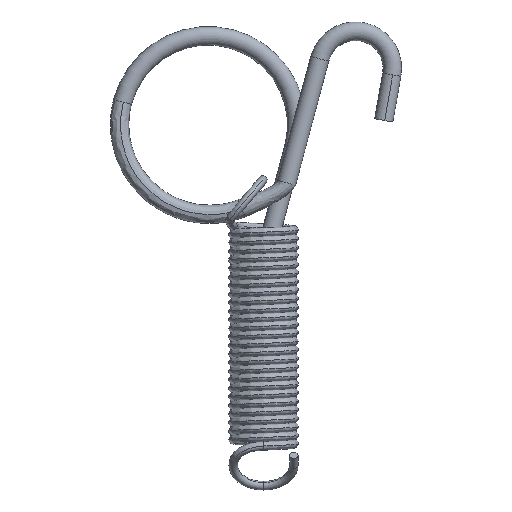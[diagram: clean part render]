
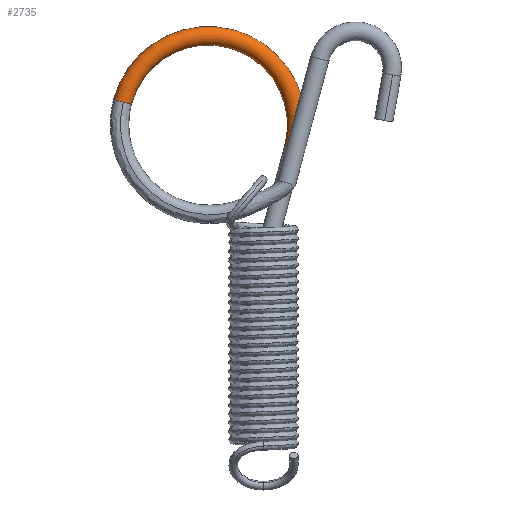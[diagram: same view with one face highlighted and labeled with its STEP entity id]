
A CAD part, top view. The second image highlights one B-rep face of the part: STEP entity #2735.
In plain terms, the highlighted toroidal (fillet/blend) face has major radius 12.5 mm and minor radius 1.3 mm.
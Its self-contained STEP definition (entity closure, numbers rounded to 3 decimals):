
#377 = CARTESIAN_POINT ( 'NONE',  ( 23.985, 15.093, 3. ) ) ;
#600 = EDGE_CURVE ( 'NONE', #7021, #823, #4637, .T. ) ;
#637 = DIRECTION ( 'NONE',  ( 1., 0., 0. ) ) ;
#823 = VERTEX_POINT ( 'NONE', #1506 ) ;
#854 = DIRECTION ( 'NONE',  ( -0.087, 0.996, 0. ) ) ;
#1420 = DIRECTION ( 'NONE',  ( 0.996, 0.087, 0. ) ) ;
#1494 = DIRECTION ( 'NONE',  ( 0.087, -0.996, 0. ) ) ;
#1506 = CARTESIAN_POINT ( 'NONE',  ( 10.238, 13.89, 3. ) ) ;
#1531 = ORIENTED_EDGE ( 'NONE', *, *, #10556, .F. ) ;
#1874 = VERTEX_POINT ( 'NONE', #5303 ) ;
#2198 = AXIS2_PLACEMENT_3D ( 'NONE', #377, #9572, #5227 ) ;
#2619 = FACE_OUTER_BOUND ( 'NONE', #6159, .T. ) ;
#2735 = ADVANCED_FACE ( 'NONE', ( #2619 ), #3411, .T. ) ;
#2782 = AXIS2_PLACEMENT_3D ( 'NONE', #6453, #5637, #637 ) ;
#3397 = VERTEX_POINT ( 'NONE', #4407 ) ;
#3411 = TOROIDAL_SURFACE ( 'NONE', #6063, 12.5, 1.3 ) ;
#3426 = EDGE_CURVE ( 'NONE', #4184, #7021, #7116, .T. ) ;
#4184 = VERTEX_POINT ( 'NONE', #8281 ) ;
#4407 = CARTESIAN_POINT ( 'NONE',  ( 36.449, 16.184, 1.698 ) ) ;
#4637 = CIRCLE ( 'NONE', #6045, 1.3 ) ;
#5227 = DIRECTION ( 'NONE',  ( 1., 0., 0. ) ) ;
#5303 = CARTESIAN_POINT ( 'NONE',  ( 37.733, 16.296, 3. ) ) ;
#5603 = CARTESIAN_POINT ( 'NONE',  ( 36.438, 16.182, 3. ) ) ;
#5637 = DIRECTION ( 'NONE',  ( 0., 0., 1. ) ) ;
#5850 = CARTESIAN_POINT ( 'NONE',  ( 11.533, 14.004, 3. ) ) ;
#6045 = AXIS2_PLACEMENT_3D ( 'NONE', #5850, #854, #8274 ) ;
#6063 = AXIS2_PLACEMENT_3D ( 'NONE', #9557, #8516, #10335 ) ;
#6159 = EDGE_LOOP ( 'NONE', ( #1531, #10668, #10124, #10481, #9510 ) ) ;
#6453 = CARTESIAN_POINT ( 'NONE',  ( 23.985, 15.093, 3. ) ) ;
#7021 = VERTEX_POINT ( 'NONE', #8246 ) ;
#7116 = CIRCLE ( 'NONE', #2198, 11.2 ) ;
#7154 = AXIS2_PLACEMENT_3D ( 'NONE', #5603, #10617, #1420 ) ;
#7343 = AXIS2_PLACEMENT_3D ( 'NONE', #9703, #1494, #10530 ) ;
#8246 = CARTESIAN_POINT ( 'NONE',  ( 12.828, 14.117, 3. ) ) ;
#8274 = DIRECTION ( 'NONE',  ( -0.996, -0.087, 0. ) ) ;
#8281 = CARTESIAN_POINT ( 'NONE',  ( 35.143, 16.069, 3.005 ) ) ;
#8516 = DIRECTION ( 'NONE',  ( 0., 0., 1. ) ) ;
#8878 = EDGE_CURVE ( 'NONE', #4184, #3397, #10502, .T. ) ;
#9510 = ORIENTED_EDGE ( 'NONE', *, *, #600, .T. ) ;
#9557 = CARTESIAN_POINT ( 'NONE',  ( 23.985, 15.093, 3. ) ) ;
#9572 = DIRECTION ( 'NONE',  ( 0., 0., 1. ) ) ;
#9703 = CARTESIAN_POINT ( 'NONE',  ( 36.438, 16.182, 3. ) ) ;
#9949 = EDGE_CURVE ( 'NONE', #3397, #1874, #10690, .T. ) ;
#10124 = ORIENTED_EDGE ( 'NONE', *, *, #8878, .F. ) ;
#10335 = DIRECTION ( 'NONE',  ( 1., 0., 0. ) ) ;
#10481 = ORIENTED_EDGE ( 'NONE', *, *, #3426, .T. ) ;
#10502 = CIRCLE ( 'NONE', #7154, 1.3 ) ;
#10530 = DIRECTION ( 'NONE',  ( 0.996, 0.087, 0. ) ) ;
#10556 = EDGE_CURVE ( 'NONE', #1874, #823, #10887, .T. ) ;
#10617 = DIRECTION ( 'NONE',  ( 0.087, -0.996, 0. ) ) ;
#10668 = ORIENTED_EDGE ( 'NONE', *, *, #9949, .F. ) ;
#10690 = CIRCLE ( 'NONE', #7343, 1.3 ) ;
#10887 = CIRCLE ( 'NONE', #2782, 13.8 ) ;
